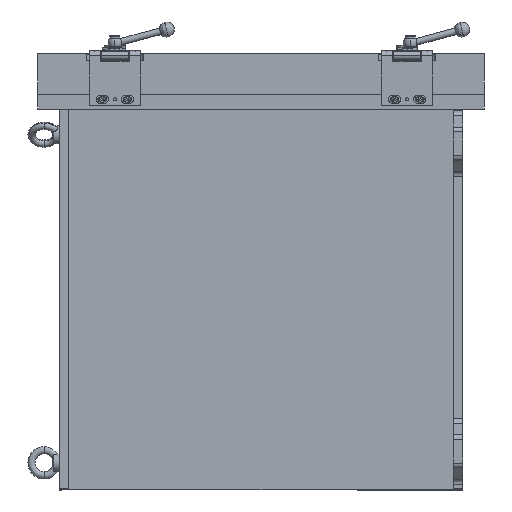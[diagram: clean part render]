
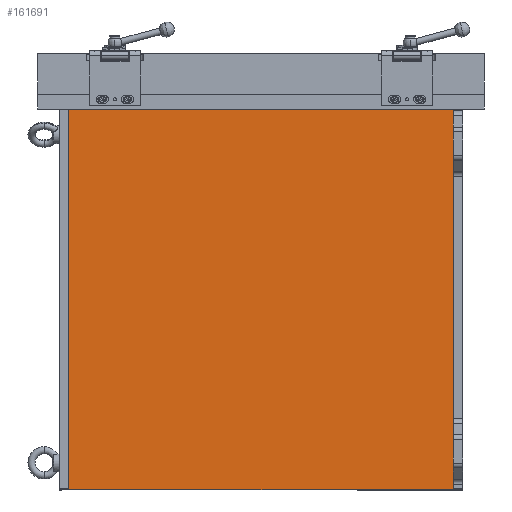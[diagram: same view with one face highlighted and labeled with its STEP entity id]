
A CAD part, left-side view. The second image highlights one B-rep face of the part: STEP entity #161691.
In plain terms, the highlighted planar face has unit normal (-1, 0, 0).
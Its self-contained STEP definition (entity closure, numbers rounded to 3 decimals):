
#6458 = CARTESIAN_POINT ( 'NONE',  ( -393., 768., -371.5 ) ) ;
#12965 = CARTESIAN_POINT ( 'NONE',  ( -393., 18., -371.5 ) ) ;
#17755 = FACE_OUTER_BOUND ( 'NONE', #22542, .T. ) ;
#22542 = EDGE_LOOP ( 'NONE', ( #111871, #90039, #89030, #206544 ) ) ;
#23454 = LINE ( 'NONE', #122624, #200092 ) ;
#35078 = CARTESIAN_POINT ( 'NONE',  ( -393., 18., 371.5 ) ) ;
#37495 = LINE ( 'NONE', #12965, #159519 ) ;
#38784 = LINE ( 'NONE', #158959, #210254 ) ;
#43151 = CARTESIAN_POINT ( 'NONE',  ( -393., 18., -371.5 ) ) ;
#53577 = DIRECTION ( 'NONE',  ( -1., 0., 0. ) ) ;
#62155 = CARTESIAN_POINT ( 'NONE',  ( -393., 768., 371.5 ) ) ;
#78817 = DIRECTION ( 'NONE',  ( 0., 1., 0. ) ) ;
#80069 = EDGE_CURVE ( 'NONE', #126351, #145971, #38784, .T. ) ;
#89030 = ORIENTED_EDGE ( 'NONE', *, *, #103877, .T. ) ;
#90039 = ORIENTED_EDGE ( 'NONE', *, *, #206873, .T. ) ;
#94882 = CARTESIAN_POINT ( 'NONE',  ( -393., 768., 371.5 ) ) ;
#103877 = EDGE_CURVE ( 'NONE', #181090, #126351, #173616, .T. ) ;
#111871 = ORIENTED_EDGE ( 'NONE', *, *, #127831, .T. ) ;
#122624 = CARTESIAN_POINT ( 'NONE',  ( -393., 768., -371.5 ) ) ;
#126351 = VERTEX_POINT ( 'NONE', #94882 ) ;
#127831 = EDGE_CURVE ( 'NONE', #145971, #180806, #23454, .T. ) ;
#129409 = VECTOR ( 'NONE', #78817, 1000. ) ;
#139295 = DIRECTION ( 'NONE',  ( 0., -1., 0. ) ) ;
#145778 = DIRECTION ( 'NONE',  ( 0., 0., 1. ) ) ;
#145971 = VERTEX_POINT ( 'NONE', #6458 ) ;
#153017 = CARTESIAN_POINT ( 'NONE',  ( -393., 18., -371.5 ) ) ;
#158959 = CARTESIAN_POINT ( 'NONE',  ( -393., 768., -371.5 ) ) ;
#159519 = VECTOR ( 'NONE', #145778, 1000. ) ;
#161691 = ADVANCED_FACE ( 'NONE', ( #17755 ), #185787, .T. ) ;
#169801 = DIRECTION ( 'NONE',  ( 0., 0., 1. ) ) ;
#173616 = LINE ( 'NONE', #62155, #129409 ) ;
#175682 = DIRECTION ( 'NONE',  ( 0., 0., -1. ) ) ;
#180806 = VERTEX_POINT ( 'NONE', #43151 ) ;
#181090 = VERTEX_POINT ( 'NONE', #35078 ) ;
#185787 = PLANE ( 'NONE',  #203686 ) ;
#200092 = VECTOR ( 'NONE', #139295, 1000. ) ;
#203686 = AXIS2_PLACEMENT_3D ( 'NONE', #153017, #53577, #169801 ) ;
#206544 = ORIENTED_EDGE ( 'NONE', *, *, #80069, .T. ) ;
#206873 = EDGE_CURVE ( 'NONE', #180806, #181090, #37495, .T. ) ;
#210254 = VECTOR ( 'NONE', #175682, 1000. ) ;
